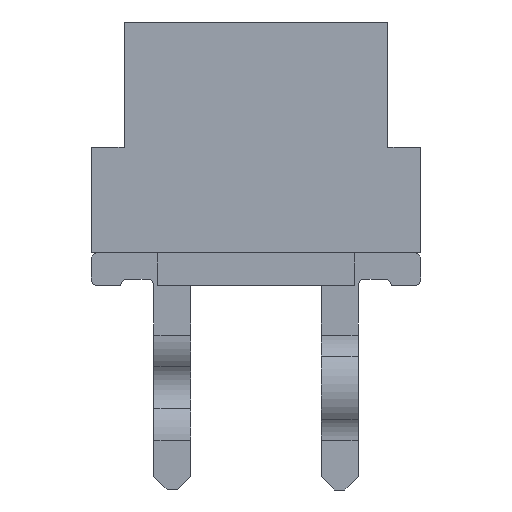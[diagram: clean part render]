
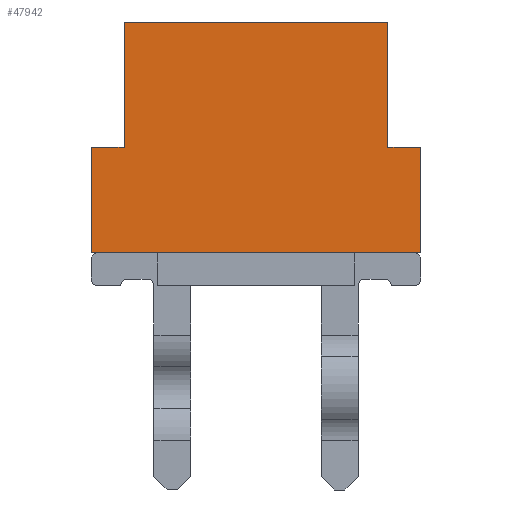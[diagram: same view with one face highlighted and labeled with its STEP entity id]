
A CAD part, front view. The second image highlights one B-rep face of the part: STEP entity #47942.
In plain terms, the highlighted face is planar.
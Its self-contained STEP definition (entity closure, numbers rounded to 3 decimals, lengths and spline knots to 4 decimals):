
#2998=ORIENTED_EDGE('',*,*,#13396,.T.);
#2999=ORIENTED_EDGE('',*,*,#13526,.F.);
#3000=ORIENTED_EDGE('',*,*,#13524,.F.);
#3001=ORIENTED_EDGE('',*,*,#13527,.F.);
#3002=ORIENTED_EDGE('',*,*,#13528,.T.);
#3003=ORIENTED_EDGE('',*,*,#13529,.T.);
#3004=ORIENTED_EDGE('',*,*,#13530,.F.);
#3005=ORIENTED_EDGE('',*,*,#13531,.T.);
#13396=EDGE_CURVE('',#18530,#18531,#21790,.T.);
#13524=EDGE_CURVE('',#18653,#18654,#21918,.T.);
#13526=EDGE_CURVE('',#18654,#18531,#21920,.T.);
#13527=EDGE_CURVE('',#18655,#18653,#21921,.T.);
#13528=EDGE_CURVE('',#18655,#18656,#21922,.T.);
#13529=EDGE_CURVE('',#18656,#18657,#21923,.T.);
#13530=EDGE_CURVE('',#18658,#18657,#21924,.T.);
#13531=EDGE_CURVE('',#18658,#18530,#21925,.T.);
#18530=VERTEX_POINT('',#65097);
#18531=VERTEX_POINT('',#65098);
#18653=VERTEX_POINT('',#65352);
#18654=VERTEX_POINT('',#65354);
#18655=VERTEX_POINT('',#65359);
#18656=VERTEX_POINT('',#65361);
#18657=VERTEX_POINT('',#65363);
#18658=VERTEX_POINT('',#65365);
#21790=LINE('',#65096,#26116);
#21918=LINE('',#65353,#26244);
#21920=LINE('',#65357,#26246);
#21921=LINE('',#65358,#26247);
#21922=LINE('',#65360,#26248);
#21923=LINE('',#65362,#26249);
#21924=LINE('',#65364,#26250);
#21925=LINE('',#65366,#26251);
#26116=VECTOR('',#54438,1000.);
#26244=VECTOR('',#54576,1000.);
#26246=VECTOR('',#54580,1000.);
#26247=VECTOR('',#54581,1000.);
#26248=VECTOR('',#54582,1000.);
#26249=VECTOR('',#54583,1000.);
#26250=VECTOR('',#54584,1000.);
#26251=VECTOR('',#54585,1000.);
#29745=EDGE_LOOP('',(#2998,#2999,#3000,#3001,#3002,#3003,#3004,#3005));
#31663=FACE_BOUND('',#29745,.T.);
#33580=PLANE('',#50064);
#47942=ADVANCED_FACE('',(#31663),#33580,.F.);
#50064=AXIS2_PLACEMENT_3D('',#65356,#54578,#54579);
#54438=DIRECTION('',(0.,-1.,0.));
#54576=DIRECTION('',(0.,-1.,0.));
#54578=DIRECTION('',(1.,0.,0.));
#54579=DIRECTION('',(0.,0.,-1.));
#54580=DIRECTION('',(0.,0.,-1.));
#54581=DIRECTION('',(0.,0.,-1.));
#54582=DIRECTION('',(0.,1.,0.));
#54583=DIRECTION('',(0.,0.,-1.));
#54584=DIRECTION('',(0.,-1.,0.));
#54585=DIRECTION('',(0.,0.,-1.));
#65096=CARTESIAN_POINT('',(-16.27,2.5,0.));
#65097=CARTESIAN_POINT('',(-16.27,2.5,0.));
#65098=CARTESIAN_POINT('',(-16.27,-2.5,0.));
#65352=CARTESIAN_POINT('',(-16.27,-2.,1.6));
#65353=CARTESIAN_POINT('',(-16.27,2.5,1.6));
#65354=CARTESIAN_POINT('',(-16.27,-2.5,1.6));
#65356=CARTESIAN_POINT('',(-16.27,2.5,1.6));
#65357=CARTESIAN_POINT('',(-16.27,-2.5,1.6));
#65358=CARTESIAN_POINT('',(-16.27,-2.,3.5));
#65359=CARTESIAN_POINT('',(-16.27,-2.,3.5));
#65360=CARTESIAN_POINT('',(-16.27,-2.,3.5));
#65361=CARTESIAN_POINT('',(-16.27,2.,3.5));
#65362=CARTESIAN_POINT('',(-16.27,2.,3.5));
#65363=CARTESIAN_POINT('',(-16.27,2.,1.6));
#65364=CARTESIAN_POINT('',(-16.27,2.5,1.6));
#65365=CARTESIAN_POINT('',(-16.27,2.5,1.6));
#65366=CARTESIAN_POINT('',(-16.27,2.5,1.6));
